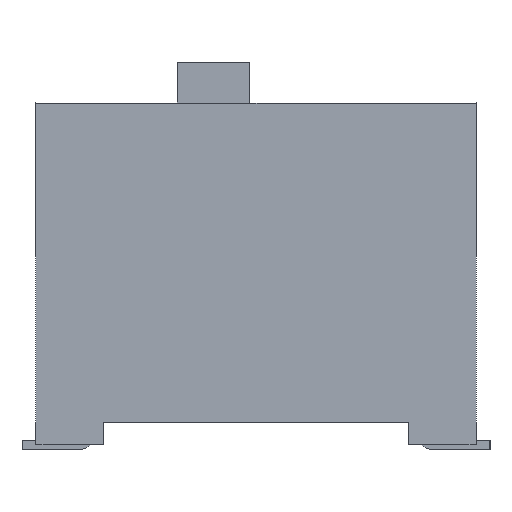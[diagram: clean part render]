
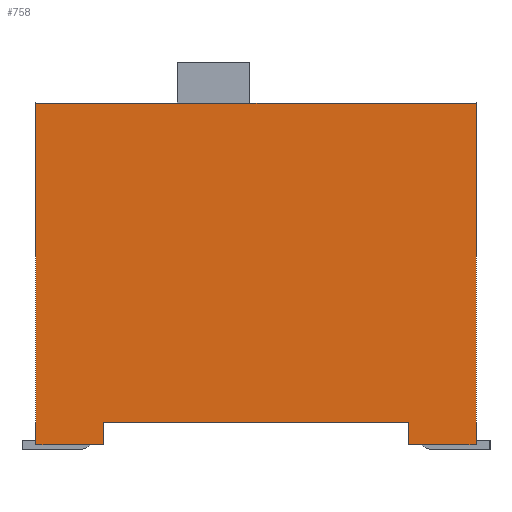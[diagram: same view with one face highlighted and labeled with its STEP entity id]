
A CAD part, left-side view. The second image highlights one B-rep face of the part: STEP entity #758.
In plain terms, the highlighted planar face has unit normal (-1, 0, 0).
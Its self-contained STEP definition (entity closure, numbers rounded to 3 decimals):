
#13=DIRECTION('',(0.,0.,1.));
#34=VECTOR('',#13,1.);
#56=CARTESIAN_POINT('',(-12.52,-4.89,0.1));
#58=DIRECTION('',(1.,0.,0.));
#119=VECTOR('',#120,1.);
#120=DIRECTION('',(0.,-1.,0.));
#123=VERTEX_POINT('',#124);
#124=CARTESIAN_POINT('',(-12.52,-3.39,0.6));
#127=ORIENTED_EDGE('',*,*,#128,.F.);
#128=EDGE_CURVE('',#129,#123,#131,.T.);
#129=VERTEX_POINT('',#130);
#130=CARTESIAN_POINT('',(-12.52,3.39,0.6));
#131=LINE('',#132,#119);
#132=CARTESIAN_POINT('',(-12.52,2.445,0.6));
#627=VERTEX_POINT('',#56);
#631=EDGE_CURVE('',#627,#632,#634,.T.);
#632=VERTEX_POINT('',#633);
#633=CARTESIAN_POINT('',(-12.52,-4.89,7.7));
#634=LINE('',#56,#34);
#709=VERTEX_POINT('',#710);
#710=CARTESIAN_POINT('',(-12.52,4.89,7.7));
#713=EDGE_CURVE('',#714,#709,#716,.T.);
#714=VERTEX_POINT('',#715);
#715=CARTESIAN_POINT('',(-12.52,4.89,0.1));
#716=LINE('',#715,#34);
#738=VECTOR('',#739,1.);
#739=DIRECTION('',(0.,0.,-1.));
#747=VERTEX_POINT('',#748);
#748=CARTESIAN_POINT('',(-12.52,3.39,0.1));
#753=ORIENTED_EDGE('',*,*,#754,.T.);
#754=EDGE_CURVE('',#129,#747,#755,.T.);
#755=LINE('',#748,#738);
#758=ADVANCED_FACE('',(#759),#776,.F.);
#759=FACE_BOUND('',#760,.F.);
#760=EDGE_LOOP('',(#761,#764,#765,#768,#769,#773,#127,#753));
#761=ORIENTED_EDGE('',*,*,#762,.F.);
#762=EDGE_CURVE('',#714,#747,#763,.T.);
#763=LINE('',#715,#119);
#764=ORIENTED_EDGE('',*,*,#713,.T.);
#765=ORIENTED_EDGE('',*,*,#766,.T.);
#766=EDGE_CURVE('',#709,#632,#767,.T.);
#767=LINE('',#710,#119);
#768=ORIENTED_EDGE('',*,*,#631,.F.);
#769=ORIENTED_EDGE('',*,*,#770,.F.);
#770=EDGE_CURVE('',#771,#627,#763,.T.);
#771=VERTEX_POINT('',#772);
#772=CARTESIAN_POINT('',(-12.52,-3.39,0.1));
#773=ORIENTED_EDGE('',*,*,#774,.T.);
#774=EDGE_CURVE('',#771,#123,#775,.T.);
#775=LINE('',#772,#34);
#776=PLANE('',#777);
#777=AXIS2_PLACEMENT_3D('',#715,#58,#120);
